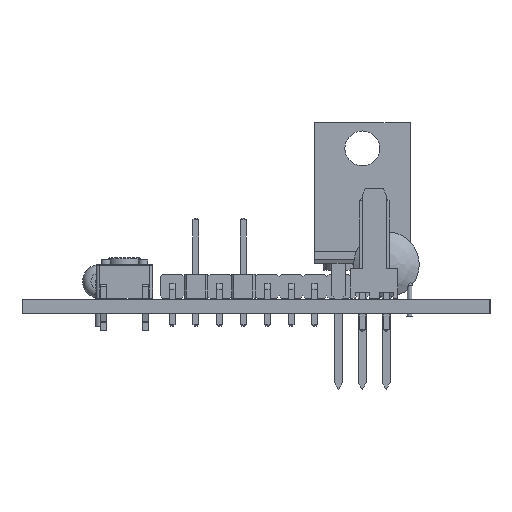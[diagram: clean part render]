
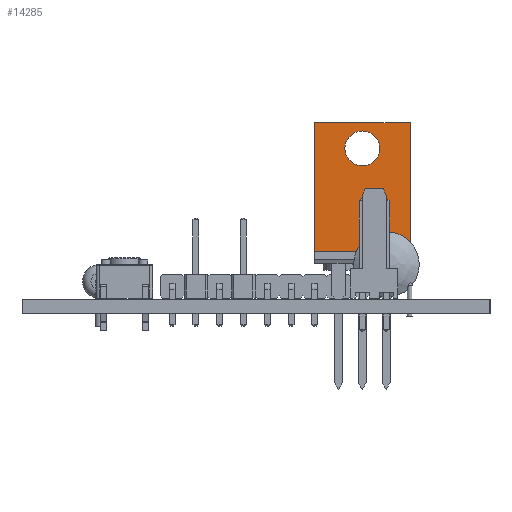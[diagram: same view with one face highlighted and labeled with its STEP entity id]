
A CAD part, left-side view. The second image highlights one B-rep face of the part: STEP entity #14285.
In plain terms, the highlighted face is planar.
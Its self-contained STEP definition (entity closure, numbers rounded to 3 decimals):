
#13730 = VERTEX_POINT('',#13731);
#13731 = CARTESIAN_POINT('',(-2.575,3.16,18.775));
#13737 = EDGE_CURVE('',#13738,#13730,#13740,.T.);
#13738 = VERTEX_POINT('',#13739);
#13739 = CARTESIAN_POINT('',(-2.575,3.16,5.));
#13740 = LINE('',#13741,#13742);
#13741 = CARTESIAN_POINT('',(-2.575,3.16,5.));
#13742 = VECTOR('',#13743,1.);
#13743 = DIRECTION('',(0.,0.,1.));
#13796 = VERTEX_POINT('',#13797);
#13797 = CARTESIAN_POINT('',(7.655,3.16,5.));
#13803 = EDGE_CURVE('',#13796,#13804,#13806,.T.);
#13804 = VERTEX_POINT('',#13805);
#13805 = CARTESIAN_POINT('',(7.655,3.16,18.775));
#13806 = LINE('',#13807,#13808);
#13807 = CARTESIAN_POINT('',(7.655,3.16,5.));
#13808 = VECTOR('',#13809,1.);
#13809 = DIRECTION('',(0.,0.,1.));
#13828 = EDGE_CURVE('',#13738,#13796,#13829,.T.);
#13829 = LINE('',#13830,#13831);
#13830 = CARTESIAN_POINT('',(-2.575,3.16,5.));
#13831 = VECTOR('',#13832,1.);
#13832 = DIRECTION('',(1.,0.,0.));
#14285 = ADVANCED_FACE('',(#14286,#14297),#14308,.T.);
#14286 = FACE_BOUND('',#14287,.T.);
#14287 = EDGE_LOOP('',(#14288,#14289,#14295,#14296));
#14288 = ORIENTED_EDGE('',*,*,#13737,.T.);
#14289 = ORIENTED_EDGE('',*,*,#14290,.T.);
#14290 = EDGE_CURVE('',#13730,#13804,#14291,.T.);
#14291 = LINE('',#14292,#14293);
#14292 = CARTESIAN_POINT('',(-2.575,3.16,18.775));
#14293 = VECTOR('',#14294,1.);
#14294 = DIRECTION('',(1.,0.,0.));
#14295 = ORIENTED_EDGE('',*,*,#13803,.F.);
#14296 = ORIENTED_EDGE('',*,*,#13828,.F.);
#14297 = FACE_BOUND('',#14298,.T.);
#14298 = EDGE_LOOP('',(#14299));
#14299 = ORIENTED_EDGE('',*,*,#14300,.T.);
#14300 = EDGE_CURVE('',#14301,#14301,#14303,.T.);
#14301 = VERTEX_POINT('',#14302);
#14302 = CARTESIAN_POINT('',(4.408,3.16,16.005));
#14303 = CIRCLE('',#14304,1.868);
#14304 = AXIS2_PLACEMENT_3D('',#14305,#14306,#14307);
#14305 = CARTESIAN_POINT('',(2.54,3.16,16.005));
#14306 = DIRECTION('',(0.,-1.,0.));
#14307 = DIRECTION('',(1.,0.,0.));
#14308 = PLANE('',#14309);
#14309 = AXIS2_PLACEMENT_3D('',#14310,#14311,#14312);
#14310 = CARTESIAN_POINT('',(-2.575,3.16,5.));
#14311 = DIRECTION('',(0.,1.,0.));
#14312 = DIRECTION('',(1.,0.,0.));
